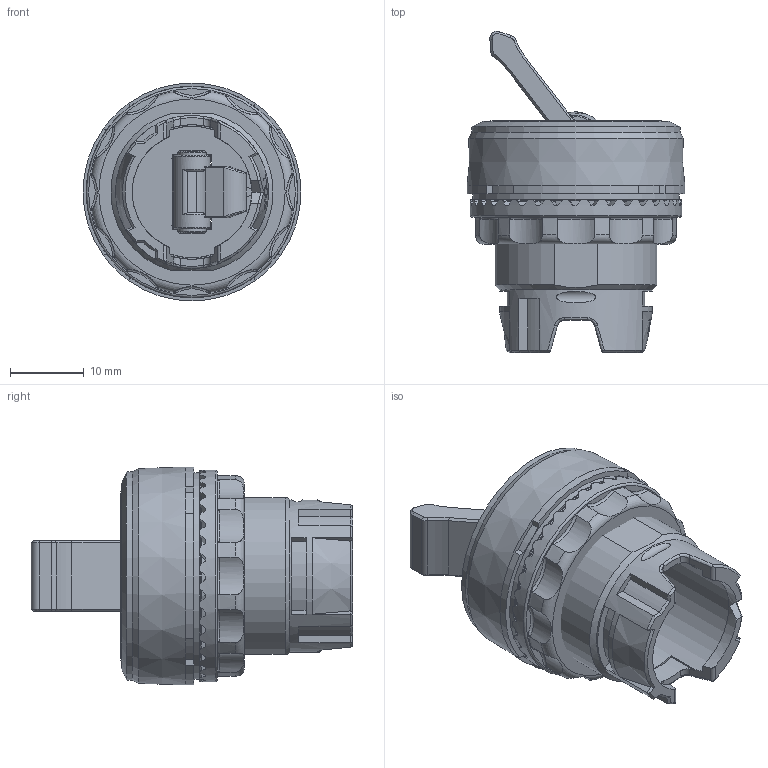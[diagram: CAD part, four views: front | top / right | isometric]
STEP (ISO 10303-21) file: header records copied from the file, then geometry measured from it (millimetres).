
FILE_DESCRIPTION(/* description */ (''),/* implementation_level */ '2;1');
FILE_NAME(/* name */ 'SP5207Z9001_asm1.stp',/* time_stamp */ '2022-04-16T16:14:15+08:00',/* author */ (''),/* organization */ (''),/* preprocessor_version */ 'ST-DEVELOPER v16',/* originating_system */ 'SIEMENS PLM Software NX 10.0',/* authorisation */ '');
FILE_SCHEMA (('AP203_CONFIGURATION_CONTROLLED_3D_DESIGN_OF_MECHANICAL_PARTS_AND_ASSEMBLIES_MIM_LF { 1 0 10303 403 2 1 2}'));
Length unit declared in the file: millimetre
Products named in the file (1): Admi20203843f2ts
Bounding box: 29.5 x 43.48 x 29.5 mm (x, y, z)
Volume: 7515.4 mm3; surface area: 10162.8 mm2
Topology: 5 solids, 5 shells, 761 faces, 2080 edges, 1332 vertices
Faces by surface type: plane 271, bspline 188, cylinder 131, torus 79, cone 66, extrusion 20, sphere 6
Full cylindrical faces by diameter (mm): 2.05 x1, 3.8 x2, 17.8 x1, 20.2 x1, 20.7 x2, 21 x1, 23 x1, 24.2 x1, 24.3 x1, 28 x1, 28.6 x1
Entity records: 31754 total; most frequent: CARTESIAN_POINT 12743, ORIENTED_EDGE 4020, DIRECTION 3007, EDGE_CURVE 2010, VERTEX_POINT 1312, AXIS2_PLACEMENT_3D 1272, B_SPLINE_CURVE_WITH_KNOTS 873, EDGE_LOOP 840
